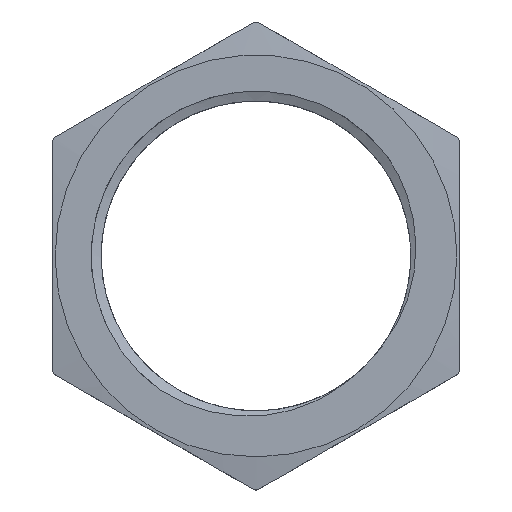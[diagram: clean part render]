
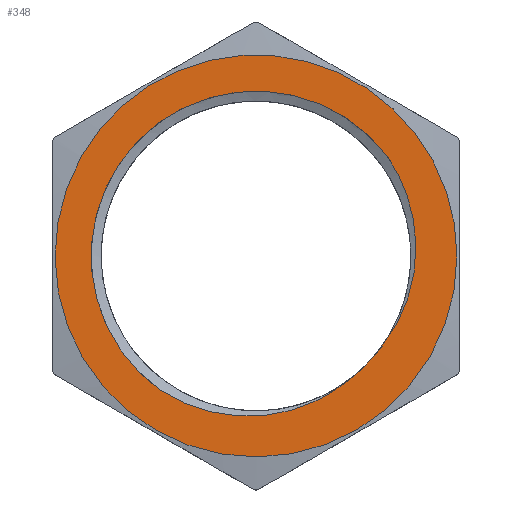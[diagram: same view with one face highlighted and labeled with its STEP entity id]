
A CAD part, top view. The second image highlights one B-rep face of the part: STEP entity #348.
In plain terms, the highlighted planar face has unit normal (0, 0, 1).
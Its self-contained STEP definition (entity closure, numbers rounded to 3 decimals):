
#18=FACE_BOUND('',#134,.T.);
#64=PLANE('',#392);
#66=CIRCLE('',#359,15.614);
#67=CIRCLE('',#361,16.614);
#69=CIRCLE('',#370,20.25);
#110=FACE_OUTER_BOUND('',#133,.T.);
#133=EDGE_LOOP('',(#322));
#134=EDGE_LOOP('',(#323,#324,#325,#326));
#137=B_SPLINE_CURVE_WITH_KNOTS('',3,(#657,#658,#659,#660,#661,#662,#663,
#664,#665,#666),.UNSPECIFIED.,.F.,.F.,(4,3,3,4),(-2.049,-1.606,
-0.813,0.),.UNSPECIFIED.);
#142=B_SPLINE_CURVE_WITH_KNOTS('',3,(#963,#964,#965,#966,#967,#968,#969,
#970,#971,#972),.UNSPECIFIED.,.F.,.F.,(4,3,3,4),(-2.047,-1.583,
-0.782,0.),.UNSPECIFIED.);
#145=VERTEX_POINT('',#624);
#146=VERTEX_POINT('',#656);
#148=VERTEX_POINT('',#701);
#150=VERTEX_POINT('',#877);
#175=VERTEX_POINT('',#1055);
#179=EDGE_CURVE('',#145,#146,#137,.T.);
#183=EDGE_CURVE('',#148,#145,#66,.T.);
#186=EDGE_CURVE('',#150,#148,#142,.T.);
#187=EDGE_CURVE('',#150,#146,#67,.T.);
#213=EDGE_CURVE('',#175,#175,#69,.T.);
#322=ORIENTED_EDGE('',*,*,#213,.F.);
#323=ORIENTED_EDGE('',*,*,#187,.T.);
#324=ORIENTED_EDGE('',*,*,#179,.F.);
#325=ORIENTED_EDGE('',*,*,#183,.F.);
#326=ORIENTED_EDGE('',*,*,#186,.F.);
#348=ADVANCED_FACE('',(#110,#18),#64,.T.);
#359=AXIS2_PLACEMENT_3D('',#733,#399,#400);
#361=AXIS2_PLACEMENT_3D('',#974,#403,#404);
#370=AXIS2_PLACEMENT_3D('',#1056,#433,#434);
#392=AXIS2_PLACEMENT_3D('',#1079,#477,#478);
#399=DIRECTION('center_axis',(0.,0.,1.));
#400=DIRECTION('ref_axis',(-1.,0.,0.));
#403=DIRECTION('center_axis',(0.,0.,-1.));
#404=DIRECTION('ref_axis',(-1.,0.,0.));
#433=DIRECTION('center_axis',(0.,0.,-1.));
#434=DIRECTION('ref_axis',(-1.,0.,0.));
#477=DIRECTION('center_axis',(0.,0.,1.));
#478=DIRECTION('ref_axis',(1.,0.,0.));
#624=CARTESIAN_POINT('',(12.782,-8.968,4.75));
#656=CARTESIAN_POINT('',(13.181,10.114,4.75));
#657=CARTESIAN_POINT('Ctrl Pts',(12.781,-8.967,4.75));
#658=CARTESIAN_POINT('Ctrl Pts',(13.688,-7.804,4.75));
#659=CARTESIAN_POINT('Ctrl Pts',(14.429,-6.516,4.75));
#660=CARTESIAN_POINT('Ctrl Pts',(14.977,-5.148,4.75));
#661=CARTESIAN_POINT('Ctrl Pts',(15.958,-2.697,4.75));
#662=CARTESIAN_POINT('Ctrl Pts',(16.312,-0.003,4.75));
#663=CARTESIAN_POINT('Ctrl Pts',(16.014,2.613,4.75));
#664=CARTESIAN_POINT('Ctrl Pts',(15.71,5.292,4.75));
#665=CARTESIAN_POINT('Ctrl Pts',(14.726,7.889,4.75));
#666=CARTESIAN_POINT('Ctrl Pts',(13.181,10.114,4.75));
#701=CARTESIAN_POINT('',(9.399,-12.468,4.75));
#733=CARTESIAN_POINT('Origin',(0.,0.,4.75));
#877=CARTESIAN_POINT('',(-9.658,-13.518,4.75));
#963=CARTESIAN_POINT('Ctrl Pts',(-9.658,-13.517,4.75));
#964=CARTESIAN_POINT('Ctrl Pts',(-8.356,-14.356,4.75));
#965=CARTESIAN_POINT('Ctrl Pts',(-6.942,-15.013,4.75));
#966=CARTESIAN_POINT('Ctrl Pts',(-5.461,-15.457,4.75));
#967=CARTESIAN_POINT('Ctrl Pts',(-2.905,-16.224,4.75));
#968=CARTESIAN_POINT('Ctrl Pts',(-0.163,-16.352,4.75));
#969=CARTESIAN_POINT('Ctrl Pts',(2.442,-15.817,4.75));
#970=CARTESIAN_POINT('Ctrl Pts',(4.987,-15.294,4.75));
#971=CARTESIAN_POINT('Ctrl Pts',(7.399,-14.141,4.75));
#972=CARTESIAN_POINT('Ctrl Pts',(9.399,-12.468,4.75));
#974=CARTESIAN_POINT('Origin',(0.,0.,4.75));
#1055=CARTESIAN_POINT('',(20.25,0.,4.75));
#1056=CARTESIAN_POINT('Origin',(0.,0.,4.75));
#1079=CARTESIAN_POINT('Origin',(20.416,-11.787,4.75));
